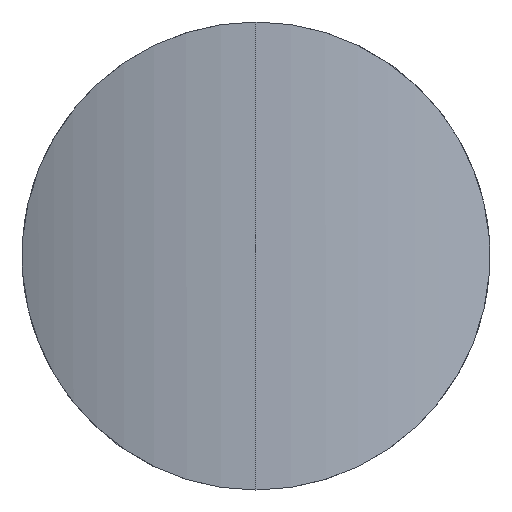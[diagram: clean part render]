
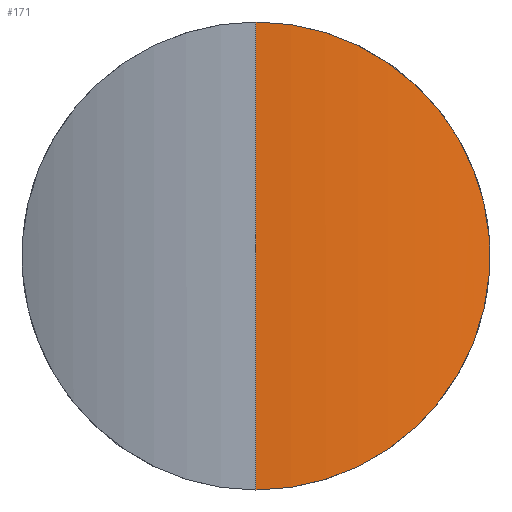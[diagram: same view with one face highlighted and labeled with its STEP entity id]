
A CAD part, left-side view. The second image highlights one B-rep face of the part: STEP entity #171.
In plain terms, the highlighted cylindrical face has radius 26.013 mm (diameter 52.026 mm), a partial arc.
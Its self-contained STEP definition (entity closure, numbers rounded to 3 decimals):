
#6 = CARTESIAN_POINT ( 'NONE',  ( 0., 0., 0. ) ) ;
#13 = CARTESIAN_POINT ( 'NONE',  ( 0.276, -3.8, 0.627 ) ) ;
#17 = CARTESIAN_POINT ( 'NONE',  ( 1.174, -7.732, 2.911 ) ) ;
#19 = VERTEX_POINT ( 'NONE', #301 ) ;
#23 = CARTESIAN_POINT ( 'NONE',  ( 0.035, -1.556, 23.322 ) ) ;
#26 = CARTESIAN_POINT ( 'NONE',  ( 2.78, -11.7, 10.915 ) ) ;
#29 = CARTESIAN_POINT ( 'NONE',  ( 1.709, -9.277, 18.839 ) ) ;
#32 = VECTOR ( 'NONE', #175, 1000. ) ;
#46 = B_SPLINE_CURVE_WITH_KNOTS ( 'NONE', 3,
 ( #6, #130, #331, #68, #277, #13, #161, #155, #280, #245, #310, #17, #94, #133, #126, #213, #253, #364, #221, #104, #336, #282, #312, #340, #26, #372, #321, #373, #115, #203, #145, #48, #289, #144, #29, #284, #237, #322, #107, #234, #349, #290, #166, #55, #109, #77, #256, #23, #57, #367 ),
 .UNSPECIFIED., .F., .F.,
 ( 4, 2, 2, 2, 2, 2, 2, 2, 2, 2, 2, 2, 2, 2, 2, 2, 2, 2, 2, 2, 2, 2, 2, 2, 4 ),
 ( 0., 0.002, 0.003, 0.005, 0.007, 0.008, 0.009, 0.01, 0.012, 0.014, 0.015, 0.016, 0.019, 0.021, 0.022, 0.023, 0.025, 0.027, 0.028, 0.029, 0.03, 0.032, 0.034, 0.035, 0.037 ),
 .UNSPECIFIED. ) ;
#47 = EDGE_CURVE ( 'NONE', #357, #19, #46, .T. ) ;
#48 = CARTESIAN_POINT ( 'NONE',  ( 2.211, -10.5, 16.918 ) ) ;
#55 = CARTESIAN_POINT ( 'NONE',  ( 0.334, -4.173, 22.637 ) ) ;
#57 = CARTESIAN_POINT ( 'NONE',  ( 0., -0.784, 23.4 ) ) ;
#67 = EDGE_CURVE ( 'NONE', #19, #357, #85, .T. ) ;
#68 = CARTESIAN_POINT ( 'NONE',  ( 0.136, -2.685, 0.306 ) ) ;
#72 = ORIENTED_EDGE ( 'NONE', *, *, #67, .T. ) ;
#75 = ORIENTED_EDGE ( 'NONE', *, *, #47, .T. ) ;
#77 = CARTESIAN_POINT ( 'NONE',  ( 0.18, -3.074, 22.995 ) ) ;
#84 = CARTESIAN_POINT ( 'NONE',  ( 0., 0., 0. ) ) ;
#85 = LINE ( 'NONE', #172, #32 ) ;
#88 = CYLINDRICAL_SURFACE ( 'NONE', #127, 26.013 ) ;
#94 = CARTESIAN_POINT ( 'NONE',  ( 1.263, -8.011, 3.164 ) ) ;
#104 = CARTESIAN_POINT ( 'NONE',  ( 2.411, -10.938, 7.53 ) ) ;
#107 = CARTESIAN_POINT ( 'NONE',  ( 1.174, -7.733, 20.488 ) ) ;
#109 = CARTESIAN_POINT ( 'NONE',  ( 0.278, -3.813, 22.768 ) ) ;
#115 = CARTESIAN_POINT ( 'NONE',  ( 2.582, -11.3, 14.757 ) ) ;
#126 = CARTESIAN_POINT ( 'NONE',  ( 1.531, -8.795, 3.975 ) ) ;
#127 = AXIS2_PLACEMENT_3D ( 'NONE', #327, #150, #302 ) ;
#130 = CARTESIAN_POINT ( 'NONE',  ( 0., -0.784, 0. ) ) ;
#133 = CARTESIAN_POINT ( 'NONE',  ( 1.441, -8.543, 3.696 ) ) ;
#144 = CARTESIAN_POINT ( 'NONE',  ( 1.798, -9.505, 18.532 ) ) ;
#145 = CARTESIAN_POINT ( 'NONE',  ( 2.413, -10.942, 15.861 ) ) ;
#150 = DIRECTION ( 'NONE',  ( 0., 0., -1. ) ) ;
#155 = CARTESIAN_POINT ( 'NONE',  ( 0.52, -5.224, 1.203 ) ) ;
#161 = CARTESIAN_POINT ( 'NONE',  ( 0.333, -4.164, 0.759 ) ) ;
#166 = CARTESIAN_POINT ( 'NONE',  ( 0.521, -5.227, 22.195 ) ) ;
#171 = ADVANCED_FACE ( 'NONE', ( #268 ), #88, .T. ) ;
#172 = CARTESIAN_POINT ( 'NONE',  ( 0., 0., 23.4 ) ) ;
#175 = DIRECTION ( 'NONE',  ( 0., 0., -1. ) ) ;
#203 = CARTESIAN_POINT ( 'NONE',  ( 2.474, -11.074, 15.497 ) ) ;
#213 = CARTESIAN_POINT ( 'NONE',  ( 1.708, -9.275, 4.558 ) ) ;
#221 = CARTESIAN_POINT ( 'NONE',  ( 2.21, -10.498, 6.479 ) ) ;
#234 = CARTESIAN_POINT ( 'NONE',  ( 1., -7.15, 20.969 ) ) ;
#237 = CARTESIAN_POINT ( 'NONE',  ( 1.441, -8.544, 19.702 ) ) ;
#245 = CARTESIAN_POINT ( 'NONE',  ( 0.913, -6.84, 2.2 ) ) ;
#253 = CARTESIAN_POINT ( 'NONE',  ( 1.797, -9.503, 4.864 ) ) ;
#256 = CARTESIAN_POINT ( 'NONE',  ( 0.137, -2.695, 23.092 ) ) ;
#268 = FACE_OUTER_BOUND ( 'NONE', #271, .T. ) ;
#271 = EDGE_LOOP ( 'NONE', ( #75, #72 ) ) ;
#277 = CARTESIAN_POINT ( 'NONE',  ( 0.178, -3.059, 0.4 ) ) ;
#280 = CARTESIAN_POINT ( 'NONE',  ( 0.668, -5.892, 1.563 ) ) ;
#282 = CARTESIAN_POINT ( 'NONE',  ( 2.58, -11.296, 8.627 ) ) ;
#284 = CARTESIAN_POINT ( 'NONE',  ( 1.531, -8.797, 19.424 ) ) ;
#289 = CARTESIAN_POINT ( 'NONE',  ( 2.054, -10.141, 17.585 ) ) ;
#290 = CARTESIAN_POINT ( 'NONE',  ( 0.668, -5.894, 21.836 ) ) ;
#301 = CARTESIAN_POINT ( 'NONE',  ( 0., 0., 23.4 ) ) ;
#302 = DIRECTION ( 'NONE',  ( -1., 0., 0. ) ) ;
#310 = CARTESIAN_POINT ( 'NONE',  ( 0.999, -7.147, 2.429 ) ) ;
#312 = CARTESIAN_POINT ( 'NONE',  ( 2.627, -11.392, 9.005 ) ) ;
#321 = CARTESIAN_POINT ( 'NONE',  ( 2.74, -11.622, 13.252 ) ) ;
#322 = CARTESIAN_POINT ( 'NONE',  ( 1.263, -8.012, 20.235 ) ) ;
#327 = CARTESIAN_POINT ( 'NONE',  ( 26.013, 0., 23.4 ) ) ;
#331 = CARTESIAN_POINT ( 'NONE',  ( 0.035, -1.553, 0.078 ) ) ;
#336 = CARTESIAN_POINT ( 'NONE',  ( 2.472, -11.069, 7.889 ) ) ;
#340 = CARTESIAN_POINT ( 'NONE',  ( 2.74, -11.622, 10.144 ) ) ;
#349 = CARTESIAN_POINT ( 'NONE',  ( 0.914, -6.843, 21.198 ) ) ;
#357 = VERTEX_POINT ( 'NONE', #84 ) ;
#364 = CARTESIAN_POINT ( 'NONE',  ( 2.053, -10.14, 5.813 ) ) ;
#367 = CARTESIAN_POINT ( 'NONE',  ( 0., 0., 23.4 ) ) ;
#372 = CARTESIAN_POINT ( 'NONE',  ( 2.78, -11.7, 12.484 ) ) ;
#373 = CARTESIAN_POINT ( 'NONE',  ( 2.628, -11.395, 14.384 ) ) ;
